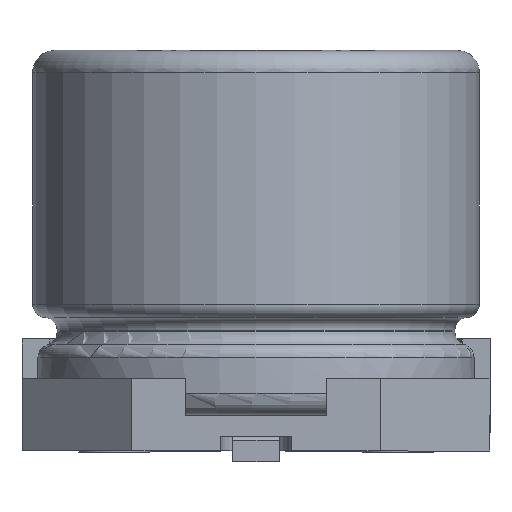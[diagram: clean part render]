
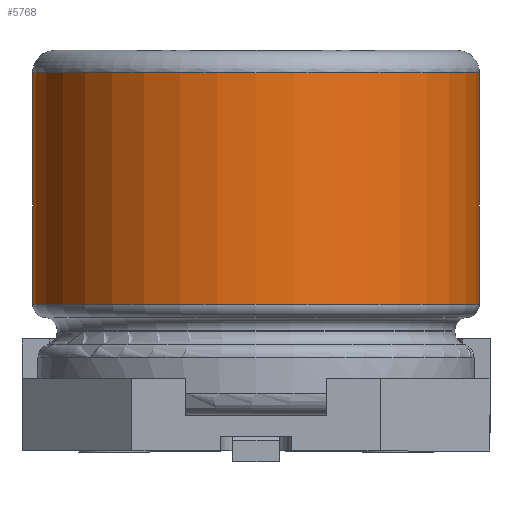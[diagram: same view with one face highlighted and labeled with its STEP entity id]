
A CAD part, left-side view. The second image highlights one B-rep face of the part: STEP entity #5768.
In plain terms, the highlighted cylindrical face has radius 3.15 mm (diameter 6.3 mm), a full revolution.
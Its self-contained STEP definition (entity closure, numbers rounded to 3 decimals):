
#111=CYLINDRICAL_SURFACE('',#6119,3.15);
#237=CIRCLE('',#6111,3.15);
#239=CIRCLE('',#6115,3.15);
#1131=ORIENTED_EDGE('',*,*,#1925,.T.);
#1132=ORIENTED_EDGE('',*,*,#1923,.T.);
#1923=EDGE_CURVE('',#2387,#2387,#237,.T.);
#1925=EDGE_CURVE('',#2388,#2388,#239,.T.);
#2387=VERTEX_POINT('',#8839);
#2388=VERTEX_POINT('',#8844);
#3526=EDGE_LOOP('',(#1131));
#3527=EDGE_LOOP('',(#1132));
#3801=FACE_BOUND('',#3526,.T.);
#3802=FACE_BOUND('',#3527,.T.);
#5768=ADVANCED_FACE('',(#3801,#3802),#111,.T.);
#6111=AXIS2_PLACEMENT_3D('',#8838,#7061,#7062);
#6115=AXIS2_PLACEMENT_3D('',#8843,#7069,#7070);
#6119=AXIS2_PLACEMENT_3D('',#8863,#7077,#7078);
#7061=DIRECTION('',(0.,0.,-1.));
#7062=DIRECTION('',(0.,1.,0.));
#7069=DIRECTION('',(0.,0.,1.));
#7070=DIRECTION('',(0.,-1.,0.));
#7077=DIRECTION('',(0.,0.,-1.));
#7078=DIRECTION('',(0.,-1.,0.));
#8838=CARTESIAN_POINT('',(0.,0.,5.335));
#8839=CARTESIAN_POINT('',(0.,3.15,5.335));
#8843=CARTESIAN_POINT('',(0.,0.,2.07));
#8844=CARTESIAN_POINT('',(0.,-3.15,2.07));
#8863=CARTESIAN_POINT('',(0.,0.,10.4));
